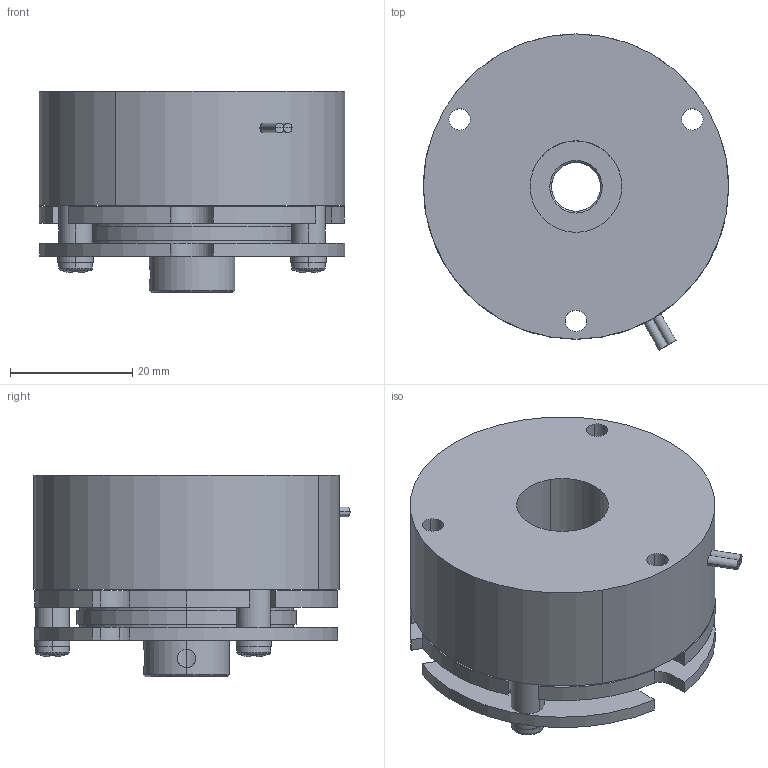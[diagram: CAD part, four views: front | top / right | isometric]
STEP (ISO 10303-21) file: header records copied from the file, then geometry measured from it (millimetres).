
FILE_DESCRIPTION (( 'STEP AP203' ), '1' );
FILE_NAME ('MCNB 5G_25244600.STEP', '2016-05-27T00:44:26', ( ' ' ), ( '' ), 'SwSTEP 2.0', 'SolidWorks 2009', '' );
FILE_SCHEMA (( 'CONFIG_CONTROL_DESIGN' ));
Length unit declared in the file: millimetre
Products named in the file (1): MCNB 5G_25244600
Bounding box: 50 x 51.78 x 33 mm (x, y, z)
Volume: 44228.2 mm3; surface area: 16517.2 mm2
Topology: 3 solids, 3 shells, 188 faces, 504 edges, 324 vertices
Faces by surface type: cylinder 74, plane 74, cone 20, torus 14, sphere 6
Entity records: 6245 total; most frequent: CARTESIAN_POINT 1277, DIRECTION 1102, ORIENTED_EDGE 992, EDGE_CURVE 496, AXIS2_PLACEMENT_3D 449, VERTEX_POINT 324, CIRCLE 260, EDGE_LOOP 222
